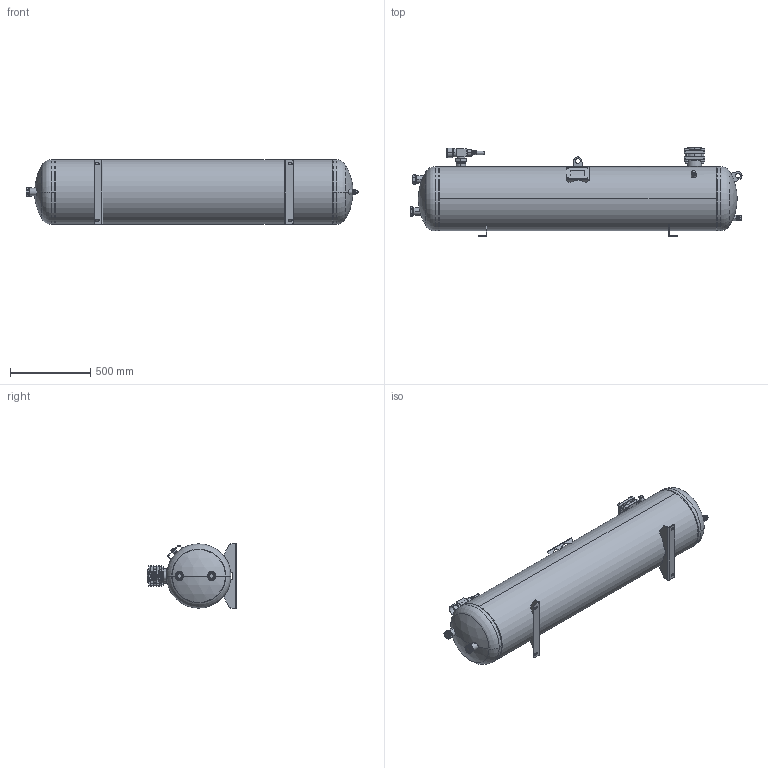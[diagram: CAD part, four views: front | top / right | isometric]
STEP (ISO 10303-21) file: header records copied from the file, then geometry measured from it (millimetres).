
FILE_DESCRIPTION (( 'STEP AP214' ), '1' );
FILE_NAME ('RYCG-225(Ø400)-BB.STEP', '2016-05-09T14:04:57', ( '' ), ( '' ), 'SwSTEP 2.0', 'SolidWorks 2015', '' );
FILE_SCHEMA (( 'AUTOMOTIVE_DESIGN' ));
Length unit declared in the file: millimetre
Products named in the file (42): M16 SOMUN; 50lik_Rotolog_Vana_Govde_50lik_Rotolog_Vana_Govde(servissiz); FK_120x76; 50lik_Rotolog_Vana_pul; M16x80; FL_120_FL_120; FL-1_125; 1-3_4_CAMI; 35lik_Rotolog_Vana_Somunu; MCG_1-3_4 G焂. CAMI(uzun); FK-1_120x76; segman_yayi; KOR_TAPA_1-2_14_NPT; emis_borusu_duz_�42x2Emis_borusu_boy=370; 50lik_Rotolog_Vana_Mili; 400''luk_kapak_400''luk_kapak; dikey etiket sac� 100x140_dikey etiket sac� 100x140; 50lik_rotolog_vana_mil_pulu; RYCG-225(Ø400)-BB; FK-2_126x126; 50lik_Rotolog_Vana_54luk_Baglanti; 0500.09.000.B-RM_RM-1-3_4_UZUN; 50lik_Rotolog_Vana_Teflon_Conta; 50lik_Rotolog_Vana_Mil_Basligi; 50lik_Rotolog_Vana(54_inyonlu)_50lik_Rotolog_Vana(54_inyonlu)_servissiz; 50lik_rotolog_Vana_Grafit; Ø31elek; kaynak_125; 50lik_Rotolog_Vana_Somun; 1_2-14NPT_1-1_4UNF_Uzun_Seviye_Mansonu; CAM_TOPU; 35lik_Rotolog_Vana_Kapak; �XXXxXXX-BORU_�400x6 boy:1722(225LT); 50lik_Rotolog_Vana_Burc; FL-2_125; 0500.09.000.B-RM_050-RM-2-1_4; 1-3_4_CAM_MUHAFAZA; 0500.09.040.B-1_2-14NPT; AT-100; 35lik_Rotolog_Vana_Sikma_Somunu ...
Assembly tree (52 placements, depth 3):
  RYCG-225(Ø400)-BB
    �XXXxXXX-BORU_�400x6 boy:1722(225LT)
    400''luk_kapak_400''luk_kapak
    400''luk_kapak_400''luk_kapak
    AY-400T-5_KAPALI  x2
    AT-100  x2
    MCG_1-3_4 G焂. CAMI(uzun)  x2
      35lik_Rotolog_Vana_Somunu
      1-3_4_CAMI
      1-3_4_CAM_MUHAFAZA
      0500.09.000.B-RM_RM-1-3_4_UZUN
      Ø31elek
      CAM_TOPU
    1_2-14NPT_1-1_4UNF_Uzun_Seviye_Mansonu
    KOR_TAPA_1-2_14_NPT  x2
    0500.09.040.B-1_2-14NPT
    0500.09.000.B-RM_050-RM-2-1_4
    FL_120_FL_120
      FL-1_125
      FL-2_125
      kaynak_125
    FK_120x76
      FK-1_120x76
      FK-2_126x126
    M16 SOMUN  x4
    M16x80  x4
    50lik_Rotolog_Vana(54_inyonlu)_50lik_Rotolog_Vana(54_inyonlu)_servissiz
      50lik_Rotolog_Vana_Govde_50lik_Rotolog_Vana_Govde(servissiz)
      50lik_Rotolog_Vana_Mili
      50lik_Rotolog_Vana_Mil_Basligi
      35lik_Rotolog_Vana_Sikma_Somunu
      35lik_Rotolog_Vana_Kapak
      50lik_Rotolog_Vana_Burc
      50lik_Rotolog_Vana_Somun
      50lik_Rotolog_Vana_Teflon_Conta
      50lik_Rotolog_Vana_54luk_Baglanti
      segman_yayi
      50lik_Rotolog_Vana_pul  x2
      50lik_rotolog_Vana_Grafit
      50lik_rotolog_vana_mil_pulu
    emis_borusu_duz_�42x2Emis_borusu_boy=370
    dikey etiket sac� 100x140_dikey etiket sac� 100x140
Bounding box: 2064.19 x 554 x 400 mm (x, y, z)
Volume: 16761994.3 mm3; surface area: 5849183.9 mm2
Topology: 53 solids, 53 shells, 1229 faces, 2759 edges, 1707 vertices
Faces by surface type: cylinder 479, plane 399, cone 273, torus 60, sphere 12, bspline 6
Entity records: 32663 total; most frequent: CARTESIAN_POINT 8919, DIRECTION 4795, ORIENTED_EDGE 4128, EDGE_CURVE 2064, AXIS2_PLACEMENT_3D 1956, VERTEX_POINT 1273, EDGE_LOOP 1081, CIRCLE 975
